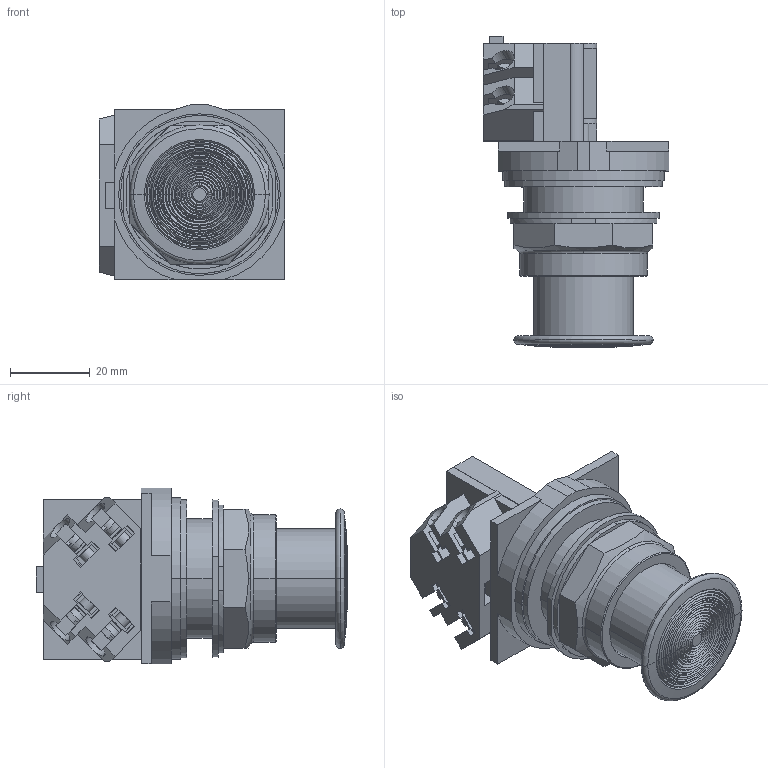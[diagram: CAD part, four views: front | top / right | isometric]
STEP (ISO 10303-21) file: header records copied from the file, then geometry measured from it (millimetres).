
FILE_DESCRIPTION((''),'2;1');
FILE_NAME('9001KR24BH13_ASM','2021-05-04T10:19:40',('SESA592305'),('Schneider-Electric'),'CREO PARAMETRIC BY PTC INC, 2019471','CREO PARAMETRIC BY PTC INC, 2019471','');
FILE_SCHEMA(('AP242_MANAGED_MODEL_BASED_3D_ENGINEERING_MIM_LF { 1 0 10303 442 1 1 4 }'));
Products named in the file (4): LUMP35; 9001KA1_3D; LUMP36-STRIE; 9001KR24BH13_ASM
Assembly tree (3 placements, depth 2):
  9001KR24BH13_ASM
    LUMP35
    9001KA1_3D
    LUMP36-STRIE
Bounding box: 46.63 x 78.3 x 44.2 mm (x, y, z)
Volume: 62754 mm3; surface area: 23228.5 mm2
Topology: 3 solids, 3 shells, 441 faces, 1166 edges, 739 vertices
Faces by surface type: plane 263, cylinder 90, cone 80, torus 6, bspline 2
Entity records: 100066 total; most frequent: CARTESIAN_POINT 82857, DIRECTION 2508, ORIENTED_EDGE 2330, POLYLINE 1386, EDGE_CURVE 1165, PRESENTATION_STYLE_ASSIGNMENT 948, STYLED_ITEM 942, AXIS2_PLACEMENT_3D 840
